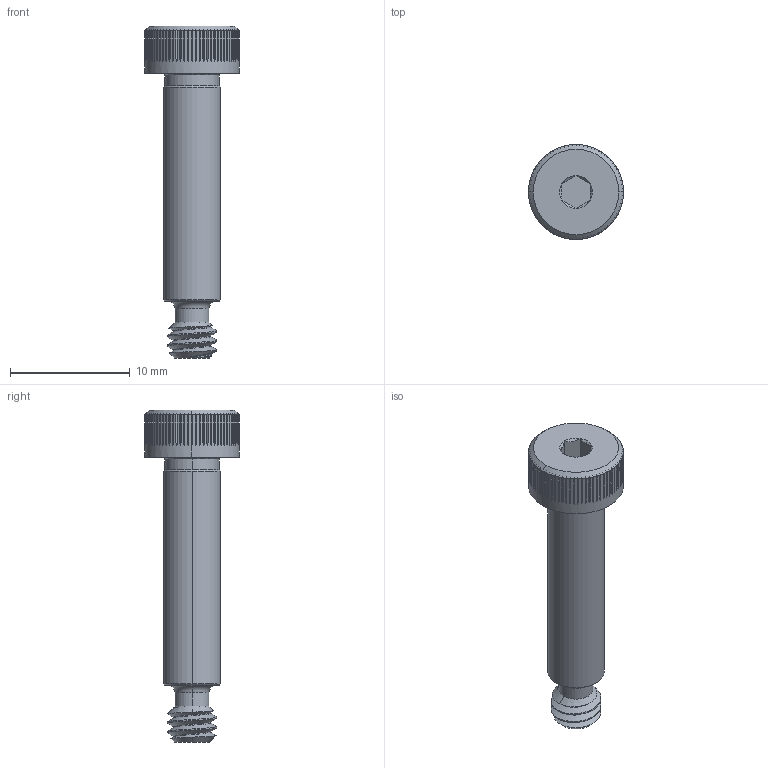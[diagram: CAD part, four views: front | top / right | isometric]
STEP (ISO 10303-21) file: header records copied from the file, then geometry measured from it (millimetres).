
FILE_DESCRIPTION (( 'STEP AP203' ), '1' );
FILE_NAME ('91259A167_Alloy Steel Shoulder Screw.STEP', '2022-11-29T19:41:19', ( 'Administrator' ), ( 'Managed by Terraform' ), 'SwSTEP 2.0', 'SolidWorks 2017', '' );
FILE_SCHEMA (( 'CONFIG_CONTROL_DESIGN' ));
Length unit declared in the file: inch
Products named in the file (1): 91259A167_Alloy Steel Shoulder Screw
Bounding box: 7.94 x 7.94 x 27.78 mm (x, y, z)
Volume: 558.1 mm3; surface area: 592.8 mm2
Topology: 1 solids, 1 shells, 353 faces, 939 edges, 591 vertices
Faces by surface type: cone 171, plane 163, cylinder 14, bspline 3, torus 2
Entity records: 12132 total; most frequent: CARTESIAN_POINT 3850, ORIENTED_EDGE 1878, DIRECTION 1494, EDGE_CURVE 939, VERTEX_POINT 591, AXIS2_PLACEMENT_3D 538, VECTOR 418, LINE 418
